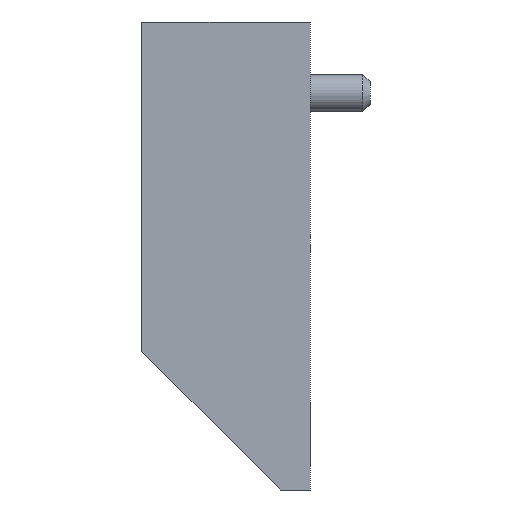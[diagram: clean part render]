
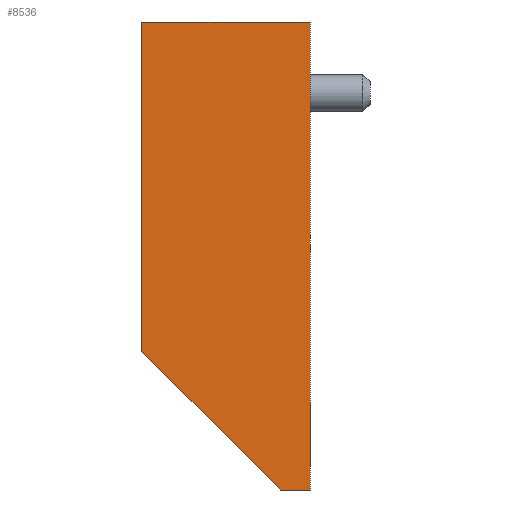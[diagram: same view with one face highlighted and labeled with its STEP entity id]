
A CAD part, left-side view. The second image highlights one B-rep face of the part: STEP entity #8536.
In plain terms, the highlighted planar face has unit normal (-1, 0, 0).
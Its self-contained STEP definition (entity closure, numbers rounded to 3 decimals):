
#111 = CARTESIAN_POINT ( 'NONE',  ( -15.015, 4.5, -6.25 ) ) ;
#119 = DIRECTION ( 'NONE',  ( 0., -1., 0. ) ) ;
#207 = EDGE_LOOP ( 'NONE', ( #20380, #262, #11008, #10256, #5162 ) ) ;
#262 = ORIENTED_EDGE ( 'NONE', *, *, #14948, .T. ) ;
#332 = CARTESIAN_POINT ( 'NONE',  ( -15.015, 4.5, -6.25 ) ) ;
#547 = CARTESIAN_POINT ( 'NONE',  ( -15.015, 0., -6.25 ) ) ;
#702 = DIRECTION ( 'NONE',  ( 0., -1., 0. ) ) ;
#1079 = DIRECTION ( 'NONE',  ( 0., 0., 1. ) ) ;
#1697 = VERTEX_POINT ( 'NONE', #21399 ) ;
#1707 = EDGE_CURVE ( 'NONE', #8706, #18961, #6088, .T. ) ;
#3228 = DIRECTION ( 'NONE',  ( 0., 0., -1. ) ) ;
#5162 = ORIENTED_EDGE ( 'NONE', *, *, #20135, .F. ) ;
#6088 = LINE ( 'NONE', #13540, #20710 ) ;
#6149 = LINE ( 'NONE', #9700, #8212 ) ;
#7904 = CARTESIAN_POINT ( 'NONE',  ( -15.015, 0.8, -6.25 ) ) ;
#8212 = VECTOR ( 'NONE', #11492, 1000. ) ;
#8356 = LINE ( 'NONE', #332, #12978 ) ;
#8536 = ADVANCED_FACE ( 'NONE', ( #16941 ), #11681, .F. ) ;
#8706 = VERTEX_POINT ( 'NONE', #547 ) ;
#9075 = EDGE_CURVE ( 'NONE', #15862, #1697, #12438, .T. ) ;
#9700 = CARTESIAN_POINT ( 'NONE',  ( -15.015, 4.5, -2.55 ) ) ;
#10256 = ORIENTED_EDGE ( 'NONE', *, *, #1707, .T. ) ;
#10401 = CARTESIAN_POINT ( 'NONE',  ( -15.015, 4.5, -6.25 ) ) ;
#11008 = ORIENTED_EDGE ( 'NONE', *, *, #11106, .T. ) ;
#11106 = EDGE_CURVE ( 'NONE', #21828, #8706, #8356, .T. ) ;
#11492 = DIRECTION ( 'NONE',  ( 0., -0.707, -0.707 ) ) ;
#11681 = PLANE ( 'NONE',  #13765 ) ;
#11992 = VECTOR ( 'NONE', #18827, 1000. ) ;
#12438 = LINE ( 'NONE', #10401, #11992 ) ;
#12978 = VECTOR ( 'NONE', #119, 1000. ) ;
#13540 = CARTESIAN_POINT ( 'NONE',  ( -15.015, 0., -6.25 ) ) ;
#13765 = AXIS2_PLACEMENT_3D ( 'NONE', #111, #18500, #3228 ) ;
#14771 = CARTESIAN_POINT ( 'NONE',  ( -15.015, 4.5, -2.55 ) ) ;
#14841 = VECTOR ( 'NONE', #702, 1000. ) ;
#14948 = EDGE_CURVE ( 'NONE', #15862, #21828, #6149, .T. ) ;
#15862 = VERTEX_POINT ( 'NONE', #14771 ) ;
#16193 = CARTESIAN_POINT ( 'NONE',  ( -15.015, 0., 6.25 ) ) ;
#16941 = FACE_OUTER_BOUND ( 'NONE', #207, .T. ) ;
#17646 = CARTESIAN_POINT ( 'NONE',  ( -15.015, 4.5, 6.25 ) ) ;
#18500 = DIRECTION ( 'NONE',  ( 1., 0., 0. ) ) ;
#18827 = DIRECTION ( 'NONE',  ( 0., 0., 1. ) ) ;
#18961 = VERTEX_POINT ( 'NONE', #16193 ) ;
#20135 = EDGE_CURVE ( 'NONE', #1697, #18961, #21255, .T. ) ;
#20380 = ORIENTED_EDGE ( 'NONE', *, *, #9075, .F. ) ;
#20710 = VECTOR ( 'NONE', #1079, 1000. ) ;
#21255 = LINE ( 'NONE', #17646, #14841 ) ;
#21399 = CARTESIAN_POINT ( 'NONE',  ( -15.015, 4.5, 6.25 ) ) ;
#21828 = VERTEX_POINT ( 'NONE', #7904 ) ;
